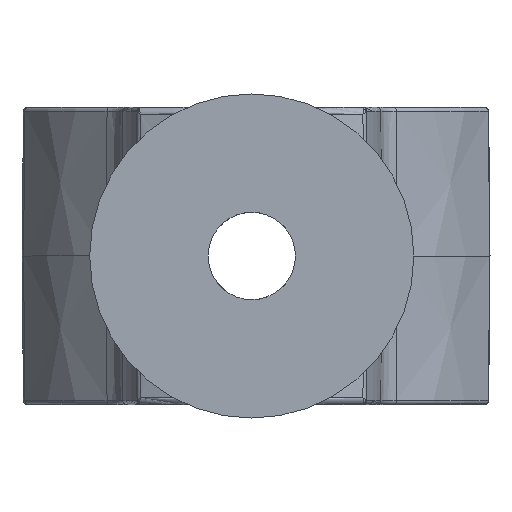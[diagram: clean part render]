
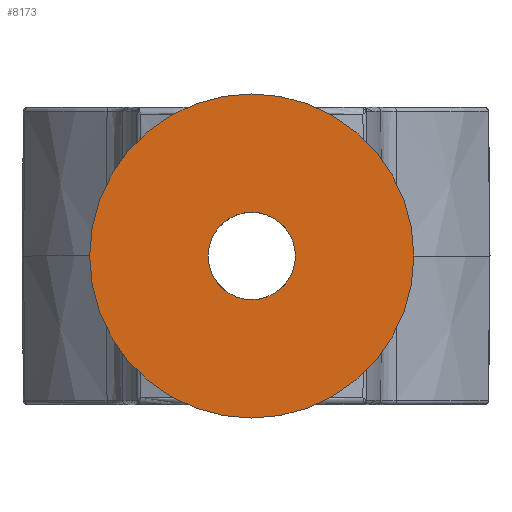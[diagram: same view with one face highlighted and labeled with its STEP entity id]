
A CAD part, front view. The second image highlights one B-rep face of the part: STEP entity #8173.
In plain terms, the highlighted planar face has unit normal (0, -1, 0).
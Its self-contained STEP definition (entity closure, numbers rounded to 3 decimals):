
#40 = CARTESIAN_POINT ( 'NONE',  ( 515.604, -221.288, 11. ) ) ;
#183 = ORIENTED_EDGE ( 'NONE', *, *, #6125, .F. ) ;
#212 = PLANE ( 'NONE',  #3058 ) ;
#599 = VERTEX_POINT ( 'NONE', #1784 ) ;
#657 = ORIENTED_EDGE ( 'NONE', *, *, #2386, .F. ) ;
#669 = CARTESIAN_POINT ( 'NONE',  ( 503.604, -221.288, 11. ) ) ;
#746 = DIRECTION ( 'NONE',  ( 0., 0., -1. ) ) ;
#967 = DIRECTION ( 'NONE',  ( 0., 0., -1. ) ) ;
#993 = VERTEX_POINT ( 'NONE', #669 ) ;
#1548 = DIRECTION ( 'NONE',  ( 0., 0., -1. ) ) ;
#1664 = CARTESIAN_POINT ( 'NONE',  ( 515.604, -221.288, 11. ) ) ;
#1784 = CARTESIAN_POINT ( 'NONE',  ( 512.371, -221.288, 11. ) ) ;
#1917 = CIRCLE ( 'NONE', #5805, 3.233 ) ;
#2015 = CARTESIAN_POINT ( 'NONE',  ( 515.604, -221.288, 11. ) ) ;
#2049 = CARTESIAN_POINT ( 'NONE',  ( 515.604, -221.288, 11. ) ) ;
#2143 = VERTEX_POINT ( 'NONE', #3716 ) ;
#2220 = DIRECTION ( 'NONE',  ( 0., -1., 0. ) ) ;
#2270 = CIRCLE ( 'NONE', #3618, 12. ) ;
#2386 = EDGE_CURVE ( 'NONE', #3530, #993, #2270, .T. ) ;
#3058 = AXIS2_PLACEMENT_3D ( 'NONE', #7350, #2220, #1548 ) ;
#3484 = DIRECTION ( 'NONE',  ( 0., -1., 0. ) ) ;
#3530 = VERTEX_POINT ( 'NONE', #5943 ) ;
#3618 = AXIS2_PLACEMENT_3D ( 'NONE', #2015, #7841, #4575 ) ;
#3716 = CARTESIAN_POINT ( 'NONE',  ( 518.837, -221.288, 11. ) ) ;
#3839 = CIRCLE ( 'NONE', #4649, 12. ) ;
#4216 = EDGE_CURVE ( 'NONE', #2143, #599, #1917, .T. ) ;
#4414 = DIRECTION ( 'NONE',  ( 0., 1., 0. ) ) ;
#4575 = DIRECTION ( 'NONE',  ( 1., 0., 0. ) ) ;
#4609 = DIRECTION ( 'NONE',  ( 0., -1., 0. ) ) ;
#4649 = AXIS2_PLACEMENT_3D ( 'NONE', #40, #4414, #4999 ) ;
#4920 = CIRCLE ( 'NONE', #7066, 3.233 ) ;
#4986 = EDGE_LOOP ( 'NONE', ( #183, #6770 ) ) ;
#4999 = DIRECTION ( 'NONE',  ( 1., 0., 0. ) ) ;
#5356 = EDGE_CURVE ( 'NONE', #993, #3530, #3839, .T. ) ;
#5643 = EDGE_LOOP ( 'NONE', ( #5990, #657 ) ) ;
#5805 = AXIS2_PLACEMENT_3D ( 'NONE', #1664, #3484, #967 ) ;
#5943 = CARTESIAN_POINT ( 'NONE',  ( 527.604, -221.288, 11. ) ) ;
#5968 = FACE_OUTER_BOUND ( 'NONE', #5643, .T. ) ;
#5990 = ORIENTED_EDGE ( 'NONE', *, *, #5356, .F. ) ;
#6125 = EDGE_CURVE ( 'NONE', #599, #2143, #4920, .T. ) ;
#6770 = ORIENTED_EDGE ( 'NONE', *, *, #4216, .F. ) ;
#7066 = AXIS2_PLACEMENT_3D ( 'NONE', #2049, #4609, #746 ) ;
#7276 = FACE_BOUND ( 'NONE', #4986, .T. ) ;
#7350 = CARTESIAN_POINT ( 'NONE',  ( 507.387, -221.288, 0. ) ) ;
#7841 = DIRECTION ( 'NONE',  ( 0., 1., 0. ) ) ;
#8173 = ADVANCED_FACE ( 'NONE', ( #7276, #5968 ), #212, .T. ) ;
